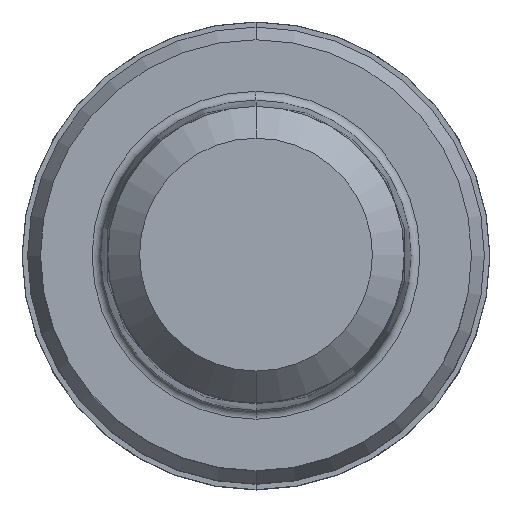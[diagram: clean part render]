
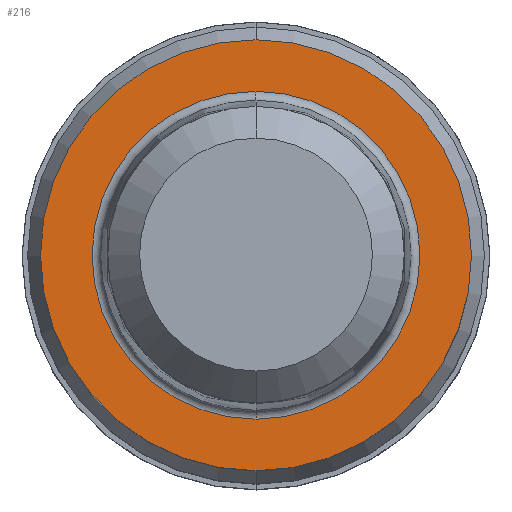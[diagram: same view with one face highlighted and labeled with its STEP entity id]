
A CAD part, top view. The second image highlights one B-rep face of the part: STEP entity #216.
In plain terms, the highlighted planar face has unit normal (0, 0, 1).
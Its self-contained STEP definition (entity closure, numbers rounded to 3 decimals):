
#200=VERTEX_POINT('',#509);
#216=ADVANCED_FACE('',(#528,#529),#530,.T.);
#254=VERTEX_POINT('',#574);
#264=EDGE_CURVE('',#402,#254,#585,.T.);
#266=EDGE_CURVE('',#200,#416,#587,.T.);
#336=EDGE_CURVE('',#254,#402,#668,.T.);
#374=EDGE_CURVE('',#416,#200,#708,.T.);
#402=VERTEX_POINT('',#742);
#416=VERTEX_POINT('',#757);
#509=CARTESIAN_POINT('',(0.,-4.45,0.01));
#528=FACE_OUTER_BOUND('',#877,.T.);
#529=FACE_BOUND('',#878,.T.);
#530=PLANE('',#879);
#574=CARTESIAN_POINT('',(0.,-5.85,0.01));
#585=CIRCLE('',#946,5.85);
#587=CIRCLE('',#949,4.45);
#668=CIRCLE('',#1054,5.85);
#708=CIRCLE('',#1109,4.45);
#742=CARTESIAN_POINT('',(0.0,5.85,0.01));
#757=CARTESIAN_POINT('',(0.0,4.45,0.01));
#877=EDGE_LOOP('',(#1297,#1298));
#878=EDGE_LOOP('',(#1299,#1300));
#879=AXIS2_PLACEMENT_3D('',#1301,#1302,#1303);
#946=AXIS2_PLACEMENT_3D('',#1373,#1374,#1375);
#949=AXIS2_PLACEMENT_3D('',#1376,#1377,#1378);
#1054=AXIS2_PLACEMENT_3D('',#1493,#1494,#1495);
#1109=AXIS2_PLACEMENT_3D('',#1534,#1535,#1536);
#1297=ORIENTED_EDGE('',*,*,#264,.F.);
#1298=ORIENTED_EDGE('',*,*,#336,.F.);
#1299=ORIENTED_EDGE('',*,*,#374,.T.);
#1300=ORIENTED_EDGE('',*,*,#266,.T.);
#1301=CARTESIAN_POINT('',(0.0,2.925,0.01));
#1302=DIRECTION('',(-0.0,0.0,1.0));
#1303=DIRECTION('',(0.0,-1.0,0.0));
#1373=CARTESIAN_POINT('',(0.0,0.0,0.01));
#1374=DIRECTION('',(0.0,0.0,-1.0));
#1375=DIRECTION('',(0.0,1.0,0.0));
#1376=CARTESIAN_POINT('',(0.0,0.0,0.01));
#1377=DIRECTION('',(0.0,0.0,-1.0));
#1378=DIRECTION('',(0.0,1.0,0.0));
#1493=CARTESIAN_POINT('',(0.0,0.0,0.01));
#1494=DIRECTION('',(0.0,0.0,-1.0));
#1495=DIRECTION('',(0.0,1.0,0.0));
#1534=CARTESIAN_POINT('',(0.0,0.0,0.01));
#1535=DIRECTION('',(0.0,0.0,-1.0));
#1536=DIRECTION('',(0.0,1.0,0.0));
